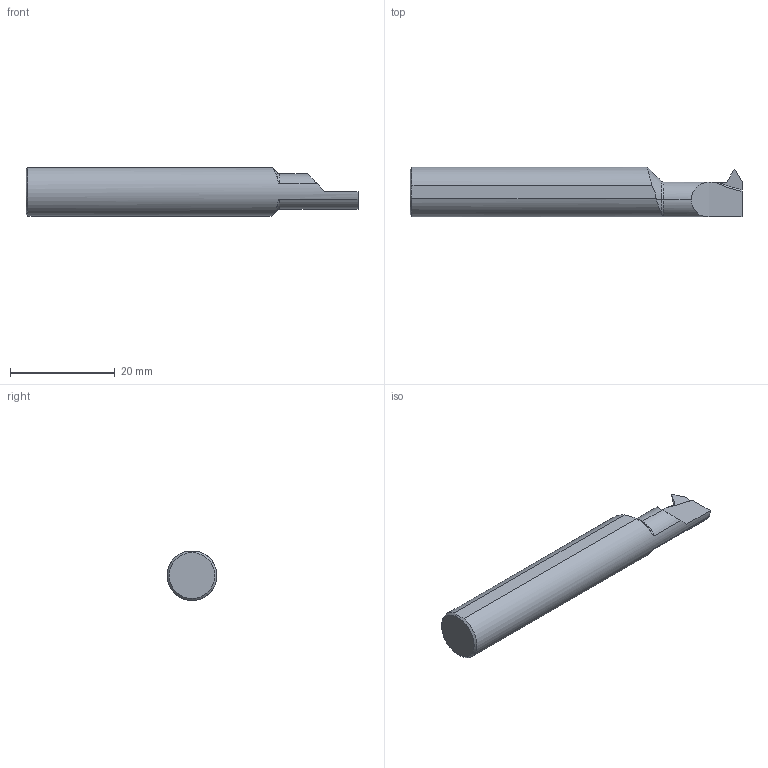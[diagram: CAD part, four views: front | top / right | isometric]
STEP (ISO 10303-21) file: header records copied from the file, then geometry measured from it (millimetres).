
FILE_DESCRIPTION (( 'STEP AP203' ), '1' );
FILE_NAME ('230841-TTQ360500.STEP', '2025-04-15T22:31:09', ( '' ), ( '' ), 'SwSTEP 2.0', 'SolidWorks 2024', '' );
FILE_SCHEMA (( 'CONFIG_CONTROL_DESIGN' ));
Length unit declared in the file: inch
Products named in the file (1): 230841-TTQ360500
Bounding box: 63.5 x 9.52 x 9.34 mm (x, y, z)
Volume: 3791 mm3; surface area: 1844.5 mm2
Topology: 1 solids, 1 shells, 30 faces, 78 edges, 50 vertices
Faces by surface type: plane 15, cone 6, cylinder 6, torus 3
Entity records: 1071 total; most frequent: CARTESIAN_POINT 295, ORIENTED_EDGE 156, DIRECTION 135, EDGE_CURVE 78, VERTEX_POINT 50, AXIS2_PLACEMENT_3D 48, VECTOR 39, LINE 39
